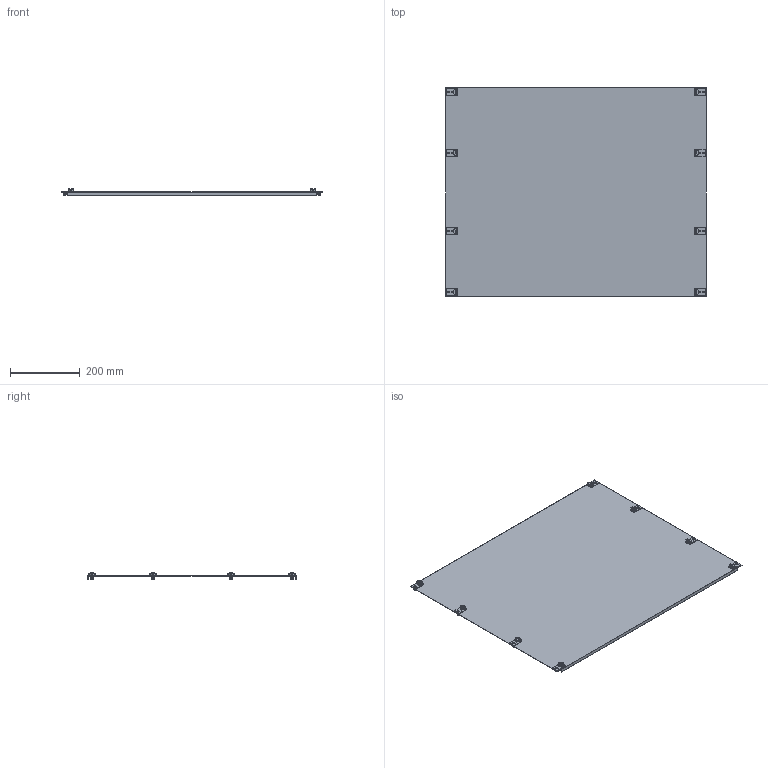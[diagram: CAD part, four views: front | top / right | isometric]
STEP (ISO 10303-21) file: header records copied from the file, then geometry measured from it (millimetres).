
FILE_DESCRIPTION((''),'2;1');
FILE_NAME('001101448_CP_2_4_F_ASM','2023-01-23T09:02:32',('klemen.sitar'),('Audax d.o.o.'),'CREO PARAMETRIC BY PTC INC, 2021304','CREO PARAMETRIC BY PTC INC, 2021304','');
FILE_SCHEMA(('AP242_MANAGED_MODEL_BASED_3D_ENGINEERING_MIM_LF { 1 0 10303 442 1 1 4 }'));
Products named in the file (47): PRT0002_1_1_1; PRT0002_1_1_1_1_1_1_2_1_1_2_3_5; PRT0003_1_1_1_1_1_1_2_1_1_2_3_5; BLACK_PIN_ASM_1_ASM_1_ASM_1__17_ASM; ASM0002_ASM_1_ASM_1_1_ASM_1_1_6_ASM; PRT0002_1_1_1_1_1_1_2_3_1_1_2_6; PRT0003_1_1_1_1_1_1_2_3_1_1_2_6; BLACK_PIN_ASM_1_ASM_1_ASM_1__20_ASM; BLACK_PIN_COLO_ASM_1_ASM_1_A_20_ASM; ASM0002_ASM_1_ASM_1_1_2_ASM_1_8_ASM; PRT0002_1_1_1_1_2_3_1_1_2-24617; PRT0003_1_1_1_1_1_1_2_3_4-23204; BLACK_PIN_ASM_1_ASM_1_1_ASM_1_2_ASM; BLACK_PIN_COLO_ASM_1_1_ASM_1__2_ASM; ASM0003_ASM_1_1_2_ASM_1_A-26948_ASM; PRT0002_1_1_1_1_2_3_1_1_2-33055; PRT0003_1_1_1_1_1_1_2_3_4-32408; BLACK_PIN_ASM_1_ASM_1_1_ASM_1_3_ASM; BLACK_PIN_COLO_ASM_1_1_ASM_1__1_ASM; ASM0003_ASM_1_1_2_ASM_1_A-35353_ASM; 001101447_CP_1_4_F_ASM_1_ASM_1_ASM; 001101447_CP_1_4_F_ASM_1_ASM; PRT0002_1_1_1_1_1_1_2_3_1_1_2_3; PRT0003_1_1_1_1_1_1_2_3_1_1_2_3; BLACK_PIN_ASM_1_ASM_1_ASM_1___5_ASM; BLACK_PIN_COLO_ASM_1_ASM_1_A__4_ASM; ASM0002_ASM_1_ASM_1_1_ASM_1_1_3_ASM; PRT0002_1_1_1_1_1_1_2_1_1_2_1_2; PRT0003_1_1_1_1_1_1_2_1_1_2_1_2; BLACK_PIN_ASM_1_ASM_1_ASM_1___6_ASM; BLACK_PIN_COLO_ASM_1_ASM_1_A__5_ASM; ASM0002_ASM_1_ASM_1_1_2_ASM_1_3_ASM; PRT0002_1_1_1_1_2_1_1_2_1_1_1_1; PRT0003_1_1_1_1_1_2_3_4_1_1_1_1; BLACK_PIN_ASM_1_ASM_1_ASM_1_1_1_ASM; BLACK_PIN_COLO_ASM_1_ASM_-275_2_ASM; ASM0003_ASM_1_1_2_ASM_1_A-269_3_ASM; PRT0002_1_1_1_1_2_1_1_2_1_1_1_4; PRT0003_1_1_1_1_1_2_3_4_1_1_1_4; BLACK_PIN_ASM_1_ASM_1_ASM_1_1_2_ASM ...
Assembly tree (46 placements, depth 9):
  001101448_CP_2_4_F_ASM
    001101447_CP_1_4_F_ASM_1_ASM
      001101447_CP_1_4_F_ASM_1_ASM_1_ASM
        PRT0002_1_1_1
        ASM0002_ASM_1_ASM_1_1_ASM_1_1_6_ASM
          BLACK_PIN_ASM_1_ASM_1_ASM_1__17_ASM
            PRT0002_1_1_1_1_1_1_2_1_1_2_3_5
            PRT0003_1_1_1_1_1_1_2_1_1_2_3_5
        ASM0002_ASM_1_ASM_1_1_2_ASM_1_8_ASM
          BLACK_PIN_COLO_ASM_1_ASM_1_A_20_ASM
            BLACK_PIN_ASM_1_ASM_1_ASM_1__20_ASM
              PRT0002_1_1_1_1_1_1_2_3_1_1_2_6
              PRT0003_1_1_1_1_1_1_2_3_1_1_2_6
        ASM0003_ASM_1_1_2_ASM_1_A-26948_ASM
          BLACK_PIN_COLO_ASM_1_1_ASM_1__2_ASM
            BLACK_PIN_ASM_1_ASM_1_1_ASM_1_2_ASM
              PRT0002_1_1_1_1_2_3_1_1_2-24617
              PRT0003_1_1_1_1_1_1_2_3_4-23204
        ASM0003_ASM_1_1_2_ASM_1_A-35353_ASM
          BLACK_PIN_COLO_ASM_1_1_ASM_1__1_ASM
            BLACK_PIN_ASM_1_ASM_1_1_ASM_1_3_ASM
              PRT0002_1_1_1_1_2_3_1_1_2-33055
              PRT0003_1_1_1_1_1_1_2_3_4-32408
    ASM0001_ASM
      001101447_CP_1_4_F_ASM_1_1_ASM
        ASM0001_ASM_1_1_ASM
          001101447_CP_1_4_F_ASM_1_1_AS_1_ASM
            ASM0002_ASM_1_ASM_1_1_ASM_1_1_3_ASM
              BLACK_PIN_COLO_ASM_1_ASM_1_A__4_ASM
                BLACK_PIN_ASM_1_ASM_1_ASM_1___5_ASM
                  PRT0002_1_1_1_1_1_1_2_3_1_1_2_3
                  PRT0003_1_1_1_1_1_1_2_3_1_1_2_3
            ASM0002_ASM_1_ASM_1_1_2_ASM_1_3_ASM
              BLACK_PIN_COLO_ASM_1_ASM_1_A__5_ASM
                BLACK_PIN_ASM_1_ASM_1_ASM_1___6_ASM
                  PRT0002_1_1_1_1_1_1_2_1_1_2_1_2
                  PRT0003_1_1_1_1_1_1_2_1_1_2_1_2
            ASM0003_ASM_1_1_2_ASM_1_A-269_3_ASM
              BLACK_PIN_COLO_ASM_1_ASM_-275_2_ASM
                BLACK_PIN_ASM_1_ASM_1_ASM_1_1_1_ASM
                  PRT0002_1_1_1_1_2_1_1_2_1_1_1_1
                  PRT0003_1_1_1_1_1_2_3_4_1_1_1_1
            ASM0003_ASM_1_1_2_ASM_1_A-353_3_ASM
              BLACK_PIN_COLO_ASM_1_ASM_-367_2_ASM
                BLACK_PIN_ASM_1_ASM_1_ASM_1_1_2_ASM
                  PRT0002_1_1_1_1_2_1_1_2_1_1_1_4
                  PRT0003_1_1_1_1_1_2_3_4_1_1_1_4
Bounding box: 750 x 600 x 18.6 mm (x, y, z)
Volume: 485112 mm3; surface area: 950871.5 mm2
Topology: 17 solids, 17 shells, 686 faces, 2044 edges, 1480 vertices
Faces by surface type: plane 433, cylinder 237, cone 16
Entity records: 45305 total; most frequent: PRESENTATION_LAYER_ASSIGNMENT 9258, CARTESIAN_POINT 5620, DIRECTION 4266, ORIENTED_EDGE 3928, PRESENTATION_STYLE_ASSIGNMENT 2131, STYLED_ITEM 2131, CURVE_STYLE 2114, EDGE_CURVE 1964
